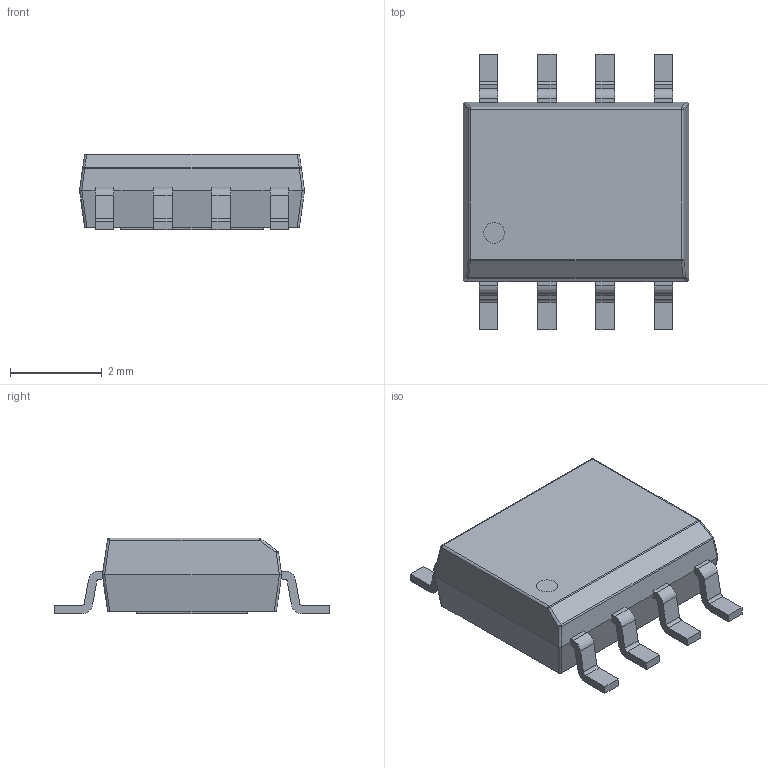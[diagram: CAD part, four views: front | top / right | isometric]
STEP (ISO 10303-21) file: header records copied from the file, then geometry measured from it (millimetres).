
FILE_DESCRIPTION (( 'STEP AP214' ), '1' );
FILE_NAME ('SOIC-8_L4.9-W3.9-P1.27-LS6.0-BL-EP3.STEP', '2021-10-08T06:59:39', ( '' ), ( '' ), 'SwSTEP 2.0', 'SolidWorks 2020', '' );
FILE_SCHEMA (( 'AUTOMOTIVE_DESIGN' ));
Length unit declared in the file: millimetre
Products named in the file (1): SOIC-8_L4.9-W3.9-P1.27-LS6.0-BL-EP3
Bounding box: 4.9 x 6 x 1.65 mm (x, y, z)
Volume: 30.1 mm3; surface area: 76.6 mm2
Topology: 1 solids, 1 shells, 203 faces, 550 edges, 358 vertices
Faces by surface type: plane 134, cylinder 49, bspline 14, sphere 6
Entity records: 9214 total; most frequent: CARTESIAN_POINT 1934, ORIENTED_EDGE 1100, DIRECTION 980, EDGE_CURVE 550, LINE 428, VECTOR 428, VERTEX_POINT 358, AXIS2_PLACEMENT_3D 276
